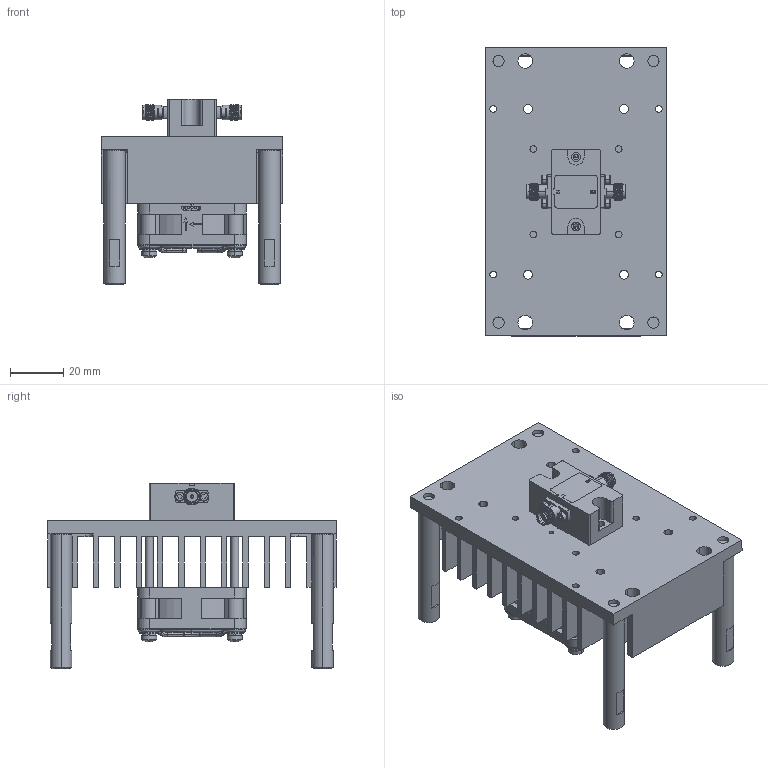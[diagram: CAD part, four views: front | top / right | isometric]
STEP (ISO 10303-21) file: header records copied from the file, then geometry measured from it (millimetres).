
FILE_DESCRIPTION (( 'STEP AP214' ), '1' );
FILE_NAME ('FMLM2017_3D.step', '2025-04-09T15:13:24', ( '' ), ( '' ), 'SwSTEP 2.0', 'SolidWorks 2022', '' );
FILE_SCHEMA (( 'AUTOMOTIVE_DESIGN' ));
Length unit declared in the file: millimetre
Products named in the file (1): FMLM2017_3D
Bounding box: 68 x 107.9 x 69.5 mm (x, y, z)
Volume: 105157.3 mm3; surface area: 73205.4 mm2
Topology: 2 solids, 12 shells, 1456 faces, 3915 edges, 2464 vertices
Faces by surface type: plane 622, cylinder 521, torus 131, cone 94, bspline 80, sphere 8
Entity records: 50493 total; most frequent: CARTESIAN_POINT 14846, ORIENTED_EDGE 7766, DIRECTION 7156, EDGE_CURVE 3883, AXIS2_PLACEMENT_3D 2629, VERTEX_POINT 2464, LINE 1898, VECTOR 1898
